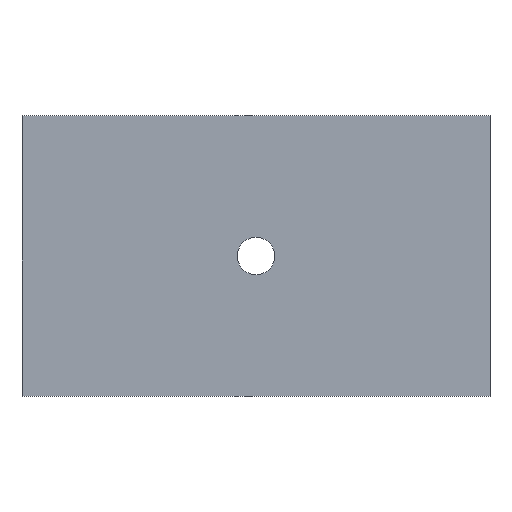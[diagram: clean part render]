
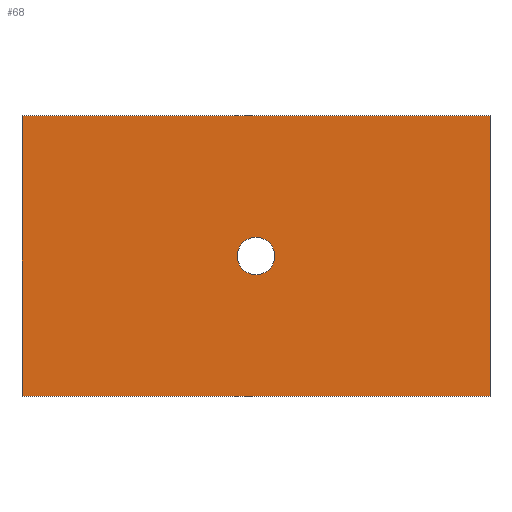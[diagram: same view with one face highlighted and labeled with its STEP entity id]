
A CAD part, top view. The second image highlights one B-rep face of the part: STEP entity #68.
In plain terms, the highlighted planar face has unit normal (0, 0, 1).
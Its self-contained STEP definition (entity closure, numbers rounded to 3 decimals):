
#1 = DIRECTION ( 'NONE',  ( -1., 0., 0. ) ) ;
#4 = CARTESIAN_POINT ( 'NONE',  ( -42.332, 63.926, 5. ) ) ;
#6 = VERTEX_POINT ( 'NONE', #20 ) ;
#7 = CARTESIAN_POINT ( 'NONE',  ( 107.668, 63.926, 5. ) ) ;
#10 = VERTEX_POINT ( 'NONE', #23 ) ;
#12 = VERTEX_POINT ( 'NONE', #27 ) ;
#14 = VERTEX_POINT ( 'NONE', #15 ) ;
#15 = CARTESIAN_POINT ( 'NONE',  ( 107.668, -26.074, 5. ) ) ;
#18 = VERTEX_POINT ( 'NONE', #28 ) ;
#20 = CARTESIAN_POINT ( 'NONE',  ( 38.668, 18.926, 5. ) ) ;
#23 = CARTESIAN_POINT ( 'NONE',  ( -42.332, -26.074, 5. ) ) ;
#24 = VERTEX_POINT ( 'NONE', #7 ) ;
#27 = CARTESIAN_POINT ( 'NONE',  ( 26.668, 18.926, 5. ) ) ;
#28 = CARTESIAN_POINT ( 'NONE',  ( -42.332, 63.926, 5. ) ) ;
#32 = EDGE_CURVE ( 'NONE', #24, #18, #80, .T. ) ;
#45 = EDGE_CURVE ( 'NONE', #10, #14, #93, .T. ) ;
#48 = EDGE_CURVE ( 'NONE', #12, #6, #139, .T. ) ;
#50 = EDGE_CURVE ( 'NONE', #14, #24, #102, .T. ) ;
#52 = EDGE_CURVE ( 'NONE', #6, #12, #108, .T. ) ;
#56 = EDGE_CURVE ( 'NONE', #18, #10, #109, .T. ) ;
#58 = AXIS2_PLACEMENT_3D ( 'NONE', #226, #224, #227 ) ;
#59 = AXIS2_PLACEMENT_3D ( 'NONE', #265, #274, #256 ) ;
#60 = AXIS2_PLACEMENT_3D ( 'NONE', #262, #197, #233 ) ;
#68 = ADVANCED_FACE ( 'NONE', ( #107, #127 ), #261, .F. ) ;
#80 = LINE ( 'NONE', #4, #156 ) ;
#86 = ORIENTED_EDGE ( 'NONE', *, *, #52, .F. ) ;
#89 = EDGE_LOOP ( 'NONE', ( #112, #122, #150, #163 ) ) ;
#93 = LINE ( 'NONE', #235, #153 ) ;
#97 = EDGE_LOOP ( 'NONE', ( #135, #86 ) ) ;
#102 = LINE ( 'NONE', #273, #104 ) ;
#104 = VECTOR ( 'NONE', #258, 1000. ) ;
#107 = FACE_OUTER_BOUND ( 'NONE', #89, .T. ) ;
#108 = CIRCLE ( 'NONE', #60, 6. ) ;
#109 = LINE ( 'NONE', #193, #138 ) ;
#112 = ORIENTED_EDGE ( 'NONE', *, *, #56, .T. ) ;
#122 = ORIENTED_EDGE ( 'NONE', *, *, #45, .T. ) ;
#127 = FACE_BOUND ( 'NONE', #97, .T. ) ;
#135 = ORIENTED_EDGE ( 'NONE', *, *, #48, .F. ) ;
#138 = VECTOR ( 'NONE', #225, 1000. ) ;
#139 = CIRCLE ( 'NONE', #59, 6. ) ;
#150 = ORIENTED_EDGE ( 'NONE', *, *, #50, .T. ) ;
#153 = VECTOR ( 'NONE', #237, 1000. ) ;
#156 = VECTOR ( 'NONE', #1, 1000. ) ;
#163 = ORIENTED_EDGE ( 'NONE', *, *, #32, .T. ) ;
#193 = CARTESIAN_POINT ( 'NONE',  ( -42.332, -26.074, 5. ) ) ;
#197 = DIRECTION ( 'NONE',  ( 0., 0., 1. ) ) ;
#224 = DIRECTION ( 'NONE',  ( 0., 0., -1. ) ) ;
#225 = DIRECTION ( 'NONE',  ( 0., -1., 0. ) ) ;
#226 = CARTESIAN_POINT ( 'NONE',  ( -42.332, 63.926, 5. ) ) ;
#227 = DIRECTION ( 'NONE',  ( -1., 0., 0. ) ) ;
#233 = DIRECTION ( 'NONE',  ( 1., 0., 0. ) ) ;
#235 = CARTESIAN_POINT ( 'NONE',  ( -42.332, -26.074, 5. ) ) ;
#237 = DIRECTION ( 'NONE',  ( 1., 0., 0. ) ) ;
#256 = DIRECTION ( 'NONE',  ( 1., 0., 0. ) ) ;
#258 = DIRECTION ( 'NONE',  ( 0., 1., 0. ) ) ;
#261 = PLANE ( 'NONE',  #58 ) ;
#262 = CARTESIAN_POINT ( 'NONE',  ( 32.668, 18.926, 5. ) ) ;
#265 = CARTESIAN_POINT ( 'NONE',  ( 32.668, 18.926, 5. ) ) ;
#273 = CARTESIAN_POINT ( 'NONE',  ( 107.668, -26.074, 5. ) ) ;
#274 = DIRECTION ( 'NONE',  ( 0., 0., 1. ) ) ;
